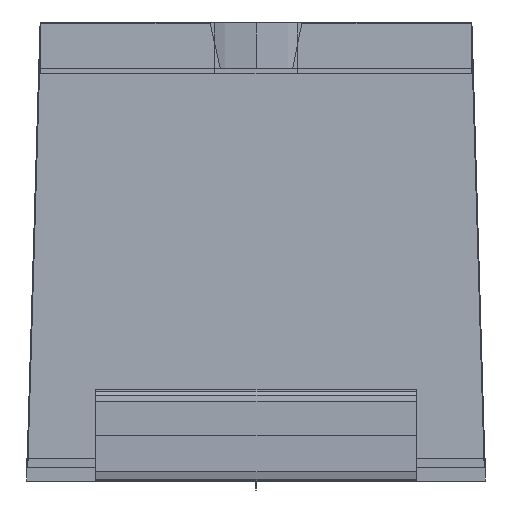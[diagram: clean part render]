
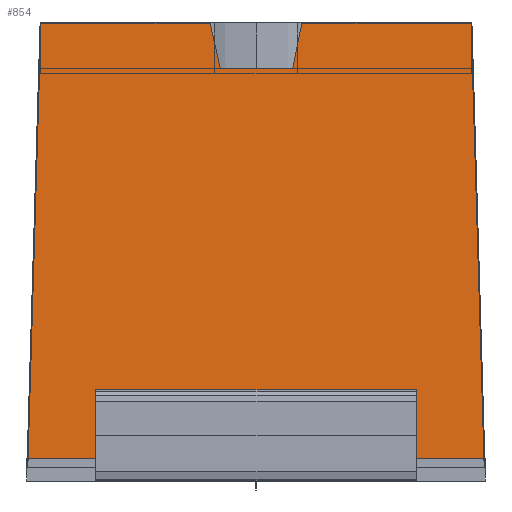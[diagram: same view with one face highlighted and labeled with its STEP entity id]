
A CAD part, left-side view. The second image highlights one B-rep face of the part: STEP entity #854.
In plain terms, the highlighted face is planar.
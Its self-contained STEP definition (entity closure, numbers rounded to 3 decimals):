
#854 = ADVANCED_FACE ( 'NONE', ( #4065 ), #4064, .T. ) ;
#855 = EDGE_LOOP ( 'NONE', ( #856, #860, #863, #866, #918, #921, #924, #927 ) ) ;
#856 = ORIENTED_EDGE ( 'NONE', *, *, #857, .F. ) ;
#857 = EDGE_CURVE ( 'NONE', #858, #859, #4120, .T. ) ;
#858 = VERTEX_POINT ( 'NONE', #4116 ) ;
#859 = VERTEX_POINT ( 'NONE', #4115 ) ;
#860 = ORIENTED_EDGE ( 'NONE', *, *, #861, .F. ) ;
#861 = EDGE_CURVE ( 'NONE', #862, #858, #4114, .T. ) ;
#862 = VERTEX_POINT ( 'NONE', #4110 ) ;
#863 = ORIENTED_EDGE ( 'NONE', *, *, #864, .F. ) ;
#864 = EDGE_CURVE ( 'NONE', #865, #862, #4109, .T. ) ;
#865 = VERTEX_POINT ( 'NONE', #4105 ) ;
#866 = ORIENTED_EDGE ( 'NONE', *, *, #916, .F. ) ;
#916 = EDGE_CURVE ( 'NONE', #917, #865, #4156, .T. ) ;
#917 = VERTEX_POINT ( 'NONE', #4215 ) ;
#918 = ORIENTED_EDGE ( 'NONE', *, *, #919, .F. ) ;
#919 = EDGE_CURVE ( 'NONE', #920, #917, #4214, .T. ) ;
#920 = VERTEX_POINT ( 'NONE', #4210 ) ;
#921 = ORIENTED_EDGE ( 'NONE', *, *, #922, .F. ) ;
#922 = EDGE_CURVE ( 'NONE', #923, #920, #4209, .T. ) ;
#923 = VERTEX_POINT ( 'NONE', #4205 ) ;
#924 = ORIENTED_EDGE ( 'NONE', *, *, #925, .F. ) ;
#925 = EDGE_CURVE ( 'NONE', #926, #923, #4204, .T. ) ;
#926 = VERTEX_POINT ( 'NONE', #4200 ) ;
#927 = ORIENTED_EDGE ( 'NONE', *, *, #928, .F. ) ;
#928 = EDGE_CURVE ( 'NONE', #859, #926, #4199, .T. ) ;
#4062 = CARTESIAN_POINT ( 'NONE',  ( -2.5, -2.425, 0.01 ) ) ;
#4063 = AXIS2_PLACEMENT_3D ( 'NONE', #4062, #4122, #4121 ) ;
#4064 = PLANE ( 'NONE',  #4063 ) ;
#4065 = FACE_OUTER_BOUND ( 'NONE', #855, .T. ) ;
#4105 = CARTESIAN_POINT ( 'NONE',  ( 2.5, -2.425, 0.01 ) ) ;
#4106 = DIRECTION ( 'NONE',  ( -1., 0., 0. ) ) ;
#4107 = VECTOR ( 'NONE', #4106, 1000. ) ;
#4108 = CARTESIAN_POINT ( 'NONE',  ( 2.5, -2.425, 0.01 ) ) ;
#4109 = LINE ( 'NONE', #4108, #4107 ) ;
#4110 = CARTESIAN_POINT ( 'NONE',  ( -2.5, -2.425, 0.01 ) ) ;
#4111 = DIRECTION ( 'NONE',  ( 0.031, 1., 0. ) ) ;
#4112 = VECTOR ( 'NONE', #4111, 1000. ) ;
#4113 = CARTESIAN_POINT ( 'NONE',  ( -2.5, -2.425, 0.01 ) ) ;
#4114 = LINE ( 'NONE', #4113, #4112 ) ;
#4115 = CARTESIAN_POINT ( 'NONE',  ( -0.5, 2.425, 0.01 ) ) ;
#4116 = CARTESIAN_POINT ( 'NONE',  ( -2.35, 2.425, 0.01 ) ) ;
#4117 = DIRECTION ( 'NONE',  ( 1., 0., 0. ) ) ;
#4118 = VECTOR ( 'NONE', #4117, 1000. ) ;
#4119 = CARTESIAN_POINT ( 'NONE',  ( -2.35, 2.425, 0.01 ) ) ;
#4120 = LINE ( 'NONE', #4119, #4118 ) ;
#4121 = DIRECTION ( 'NONE',  ( 1., 0., 0. ) ) ;
#4122 = DIRECTION ( 'NONE',  ( 0., 0., 1. ) ) ;
#4156 = LINE ( 'NONE', #6164, #4217 ) ;
#4196 = DIRECTION ( 'NONE',  ( 0.215, -0.977, 0. ) ) ;
#4197 = VECTOR ( 'NONE', #4196, 1000. ) ;
#4198 = CARTESIAN_POINT ( 'NONE',  ( -0.5, 2.425, 0.01 ) ) ;
#4199 = LINE ( 'NONE', #4198, #4197 ) ;
#4200 = CARTESIAN_POINT ( 'NONE',  ( -0.39, 1.925, 0.01 ) ) ;
#4201 = DIRECTION ( 'NONE',  ( 1., 0., 0. ) ) ;
#4202 = VECTOR ( 'NONE', #4201, 1000. ) ;
#4203 = CARTESIAN_POINT ( 'NONE',  ( -0.39, 1.925, 0.01 ) ) ;
#4204 = LINE ( 'NONE', #4203, #4202 ) ;
#4205 = CARTESIAN_POINT ( 'NONE',  ( 0.4, 1.925, 0.01 ) ) ;
#4206 = DIRECTION ( 'NONE',  ( 0.196, 0.981, 0. ) ) ;
#4207 = VECTOR ( 'NONE', #4206, 1000. ) ;
#4208 = CARTESIAN_POINT ( 'NONE',  ( 0.4, 1.925, 0.01 ) ) ;
#4209 = LINE ( 'NONE', #4208, #4207 ) ;
#4210 = CARTESIAN_POINT ( 'NONE',  ( 0.5, 2.425, 0.01 ) ) ;
#4211 = DIRECTION ( 'NONE',  ( 1., 0., 0. ) ) ;
#4212 = VECTOR ( 'NONE', #4211, 1000. ) ;
#4213 = CARTESIAN_POINT ( 'NONE',  ( 0.5, 2.425, 0.01 ) ) ;
#4214 = LINE ( 'NONE', #4213, #4212 ) ;
#4215 = CARTESIAN_POINT ( 'NONE',  ( 2.35, 2.425, 0.01 ) ) ;
#4216 = DIRECTION ( 'NONE',  ( 0.031, -1., 0. ) ) ;
#4217 = VECTOR ( 'NONE', #4216, 1000. ) ;
#6164 = CARTESIAN_POINT ( 'NONE',  ( 2.35, 2.425, 0.01 ) ) ;
